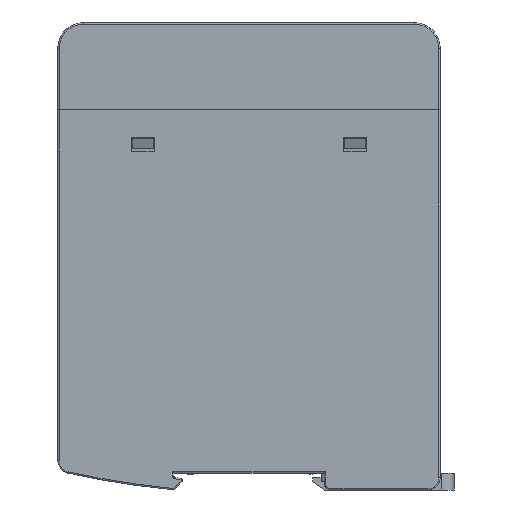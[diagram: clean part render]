
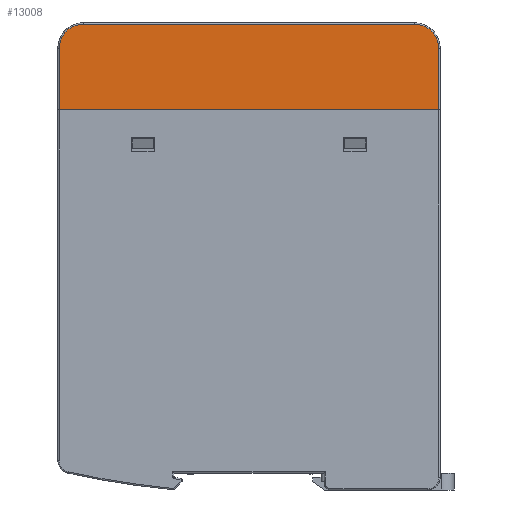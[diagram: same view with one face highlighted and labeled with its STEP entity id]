
A CAD part, left-side view. The second image highlights one B-rep face of the part: STEP entity #13008.
In plain terms, the highlighted planar face has unit normal (-1, 0, 0).
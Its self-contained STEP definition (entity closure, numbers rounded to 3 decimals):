
#671 = AXIS2_PLACEMENT_3D ( 'NONE', #36077, #41004, #15376 ) ;
#5397 = CARTESIAN_POINT ( 'NONE',  ( -16., 44.7, 84. ) ) ;
#5527 = LINE ( 'NONE', #13708, #33873 ) ;
#6149 = VERTEX_POINT ( 'NONE', #22721 ) ;
#6751 = ORIENTED_EDGE ( 'NONE', *, *, #35203, .T. ) ;
#8645 = VECTOR ( 'NONE', #39993, 1000. ) ;
#8688 = CARTESIAN_POINT ( 'NONE',  ( -16., -44.7, 84. ) ) ;
#9202 = EDGE_CURVE ( 'NONE', #15279, #40456, #5527, .T. ) ;
#9965 = VERTEX_POINT ( 'NONE', #8688 ) ;
#10017 = FACE_OUTER_BOUND ( 'NONE', #40544, .T. ) ;
#10212 = DIRECTION ( 'NONE',  ( 0., 0., -1. ) ) ;
#10286 = EDGE_CURVE ( 'NONE', #42598, #6149, #10818, .T. ) ;
#10818 = LINE ( 'NONE', #44076, #8645 ) ;
#11594 = ORIENTED_EDGE ( 'NONE', *, *, #27120, .T. ) ;
#12990 = VERTEX_POINT ( 'NONE', #5397 ) ;
#13008 = ADVANCED_FACE ( 'NONE', ( #10017 ), #38105, .T. ) ;
#13708 = CARTESIAN_POINT ( 'NONE',  ( -16., -44.7, 69.6 ) ) ;
#14383 = DIRECTION ( 'NONE',  ( -1., 0., 0. ) ) ;
#15279 = VERTEX_POINT ( 'NONE', #26339 ) ;
#15376 = DIRECTION ( 'NONE',  ( 0., -1., 0. ) ) ;
#17057 = LINE ( 'NONE', #21127, #23337 ) ;
#20248 = ORIENTED_EDGE ( 'NONE', *, *, #48090, .T. ) ;
#20739 = ORIENTED_EDGE ( 'NONE', *, *, #10286, .T. ) ;
#21127 = CARTESIAN_POINT ( 'NONE',  ( -16., -44.7, 73. ) ) ;
#22721 = CARTESIAN_POINT ( 'NONE',  ( -16., 39., 89.7 ) ) ;
#22998 = DIRECTION ( 'NONE',  ( -1., 0., 0. ) ) ;
#23048 = ORIENTED_EDGE ( 'NONE', *, *, #9202, .T. ) ;
#23337 = VECTOR ( 'NONE', #30123, 1000. ) ;
#23709 = AXIS2_PLACEMENT_3D ( 'NONE', #35089, #14383, #46291 ) ;
#23801 = CARTESIAN_POINT ( 'NONE',  ( -16., 39., 84. ) ) ;
#26339 = CARTESIAN_POINT ( 'NONE',  ( -16., 44.7, 69.6 ) ) ;
#26563 = LINE ( 'NONE', #47557, #29972 ) ;
#27120 = EDGE_CURVE ( 'NONE', #12990, #15279, #26563, .T. ) ;
#29972 = VECTOR ( 'NONE', #10212, 1000. ) ;
#30123 = DIRECTION ( 'NONE',  ( 0., 0., 1. ) ) ;
#33375 = CIRCLE ( 'NONE', #36883, 5.7 ) ;
#33873 = VECTOR ( 'NONE', #46689, 1000. ) ;
#35089 = CARTESIAN_POINT ( 'NONE',  ( -16., 45., 73. ) ) ;
#35203 = EDGE_CURVE ( 'NONE', #40456, #9965, #17057, .T. ) ;
#36077 = CARTESIAN_POINT ( 'NONE',  ( -16., -39., 84. ) ) ;
#36883 = AXIS2_PLACEMENT_3D ( 'NONE', #23801, #22998, #39637 ) ;
#37789 = CARTESIAN_POINT ( 'NONE',  ( -16., -39., 89.7 ) ) ;
#38105 = PLANE ( 'NONE',  #23709 ) ;
#39637 = DIRECTION ( 'NONE',  ( 0., -1., 0. ) ) ;
#39993 = DIRECTION ( 'NONE',  ( 0., 1., 0. ) ) ;
#40456 = VERTEX_POINT ( 'NONE', #41003 ) ;
#40544 = EDGE_LOOP ( 'NONE', ( #11594, #23048, #6751, #50544, #20739, #20248 ) ) ;
#41003 = CARTESIAN_POINT ( 'NONE',  ( -16., -44.7, 69.6 ) ) ;
#41004 = DIRECTION ( 'NONE',  ( -1., 0., 0. ) ) ;
#42598 = VERTEX_POINT ( 'NONE', #37789 ) ;
#43294 = CIRCLE ( 'NONE', #671, 5.7 ) ;
#44076 = CARTESIAN_POINT ( 'NONE',  ( -16., 45., 89.7 ) ) ;
#46291 = DIRECTION ( 'NONE',  ( 0., 1., 0. ) ) ;
#46689 = DIRECTION ( 'NONE',  ( 0., -1., 0. ) ) ;
#47557 = CARTESIAN_POINT ( 'NONE',  ( -16., 44.7, 73. ) ) ;
#48090 = EDGE_CURVE ( 'NONE', #6149, #12990, #33375, .T. ) ;
#50544 = ORIENTED_EDGE ( 'NONE', *, *, #52811, .T. ) ;
#52811 = EDGE_CURVE ( 'NONE', #9965, #42598, #43294, .T. ) ;
